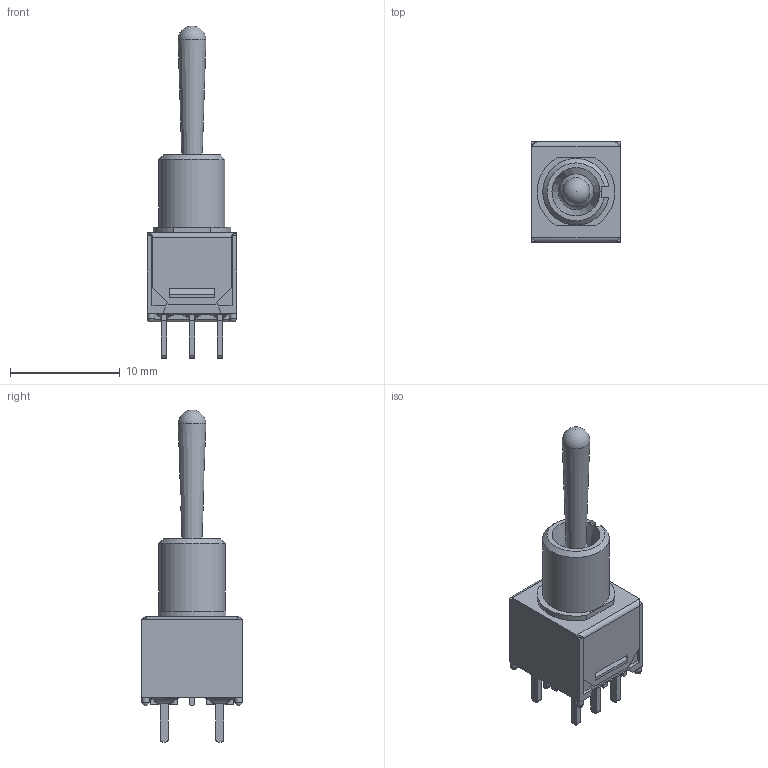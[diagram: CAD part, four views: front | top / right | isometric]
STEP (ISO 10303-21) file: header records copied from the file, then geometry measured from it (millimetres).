
FILE_DESCRIPTION(/* description */ (''),/* implementation_level */ '2;1');
FILE_NAME(/* name */ '200MDPxT4B7M2xE.stp',/* time_stamp */ '2025-04-28T14:45:43-05:00',/* author */ ('mroman'),/* organization */ (''),/* preprocessor_version */ 'ST-DEVELOPER v18.1',/* originating_system */ 'Autodesk Inventor 2022',/* authorisation */ '');
FILE_SCHEMA (('AUTOMOTIVE_DESIGN { 1 0 10303 214 3 1 1 }'));
Length unit declared in the file: inch
Products named in the file (1): 200MDPxT4B7M2xE
Bounding box: 8.13 x 9.14 x 30.32 mm (x, y, z)
Volume: 443.1 mm3; surface area: 1271.5 mm2
Topology: 2 solids, 3 shells, 233 faces, 659 edges, 428 vertices
Faces by surface type: plane 174, cylinder 34, bspline 16, sphere 6, cone 3
Full cylindrical faces by diameter (mm): 0.65 x4
Entity records: 8315 total; most frequent: CARTESIAN_POINT 2318, ORIENTED_EDGE 1306, DIRECTION 1142, EDGE_CURVE 653, LINE 484, VECTOR 484, VERTEX_POINT 428, AXIS2_PLACEMENT_3D 329
